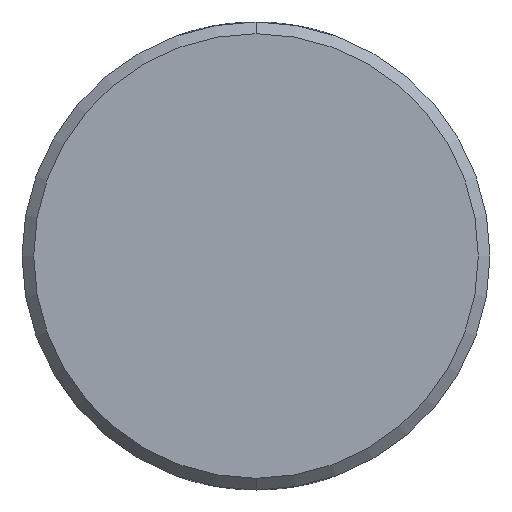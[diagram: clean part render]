
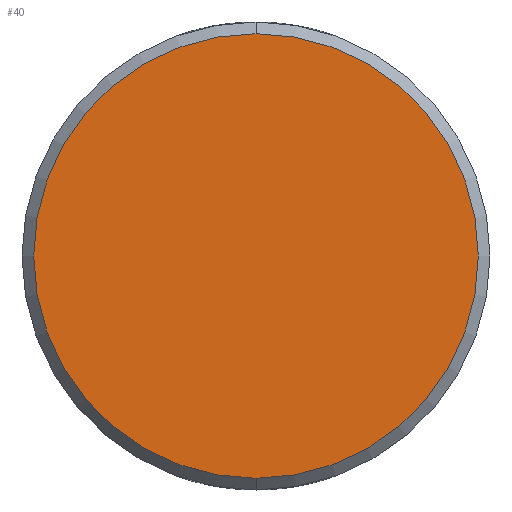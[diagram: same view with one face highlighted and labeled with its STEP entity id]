
A CAD part, front view. The second image highlights one B-rep face of the part: STEP entity #40.
In plain terms, the highlighted planar face has unit normal (0, -1, 0).
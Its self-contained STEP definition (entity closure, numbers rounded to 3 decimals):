
#27 = EDGE_LOOP ( 'NONE', ( #46, #30 ) ) ;
#30 = ORIENTED_EDGE ( 'NONE', *, *, #65, .T. ) ;
#32 = EDGE_CURVE ( 'NONE', #50, #49, #216, .T. ) ;
#40 = ADVANCED_FACE ( 'NONE', ( #186 ), #181, .F. ) ;
#46 = ORIENTED_EDGE ( 'NONE', *, *, #32, .T. ) ;
#49 = VERTEX_POINT ( 'NONE', #191 ) ;
#50 = VERTEX_POINT ( 'NONE', #183 ) ;
#65 = EDGE_CURVE ( 'NONE', #49, #50, #283, .T. ) ;
#181 = PLANE ( 'NONE',  #193 ) ;
#183 = CARTESIAN_POINT ( 'NONE',  ( 0., 0., 9.5 ) ) ;
#186 = FACE_OUTER_BOUND ( 'NONE', #27, .T. ) ;
#190 = DIRECTION ( 'NONE',  ( 0., 0., 1. ) ) ;
#191 = CARTESIAN_POINT ( 'NONE',  ( 0., 0., -9.5 ) ) ;
#193 = AXIS2_PLACEMENT_3D ( 'NONE', #194, #198, #190 ) ;
#194 = CARTESIAN_POINT ( 'NONE',  ( 0., 0., 0. ) ) ;
#198 = DIRECTION ( 'NONE',  ( 0., 1., 0. ) ) ;
#214 = CARTESIAN_POINT ( 'NONE',  ( 0., 0., 0. ) ) ;
#216 = CIRCLE ( 'NONE', #241, 9.5 ) ;
#239 = DIRECTION ( 'NONE',  ( 0., 0., 1. ) ) ;
#240 = DIRECTION ( 'NONE',  ( 0., -1., 0. ) ) ;
#241 = AXIS2_PLACEMENT_3D ( 'NONE', #214, #240, #239 ) ;
#283 = CIRCLE ( 'NONE', #287, 9.5 ) ;
#285 = CARTESIAN_POINT ( 'NONE',  ( 0., 0., 0. ) ) ;
#287 = AXIS2_PLACEMENT_3D ( 'NONE', #285, #317, #316 ) ;
#316 = DIRECTION ( 'NONE',  ( 0., 0., 1. ) ) ;
#317 = DIRECTION ( 'NONE',  ( 0., -1., 0. ) ) ;
